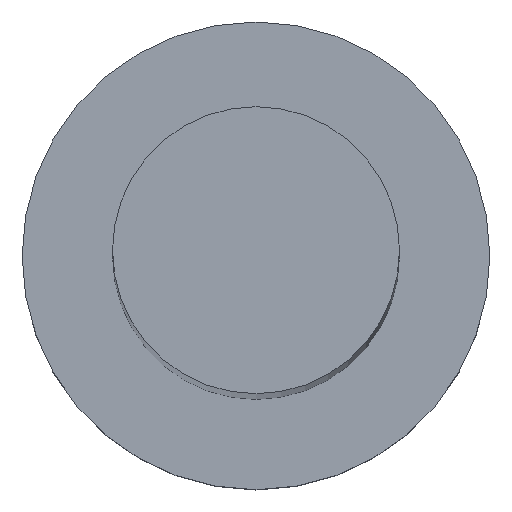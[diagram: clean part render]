
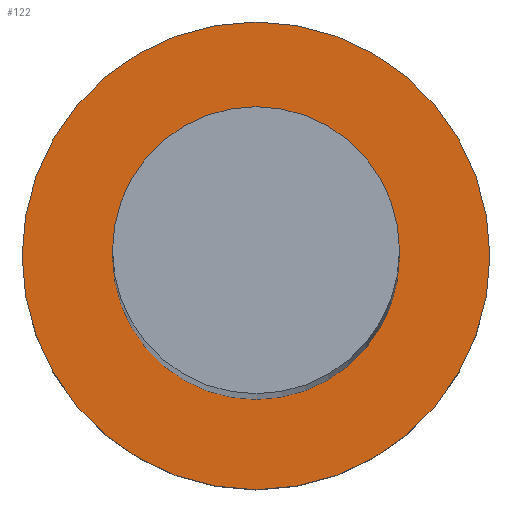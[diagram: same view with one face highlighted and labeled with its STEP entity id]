
A CAD part, top view. The second image highlights one B-rep face of the part: STEP entity #122.
In plain terms, the highlighted planar face has unit normal (0, 0, 1).
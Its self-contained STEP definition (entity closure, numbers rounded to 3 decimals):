
#4 = EDGE_CURVE ( 'NONE', #191, #225, #9, .T. ) ;
#9 = CIRCLE ( 'NONE', #71, 11. ) ;
#14 = DIRECTION ( 'NONE',  ( 1., 0., 0. ) ) ;
#15 = CARTESIAN_POINT ( 'NONE',  ( 6.75, 0., 7. ) ) ;
#16 = CARTESIAN_POINT ( 'NONE',  ( 0., 0., 7. ) ) ;
#22 = DIRECTION ( 'NONE',  ( 0., 0., 1. ) ) ;
#34 = EDGE_CURVE ( 'NONE', #200, #101, #245, .T. ) ;
#39 = PLANE ( 'NONE',  #237 ) ;
#41 = EDGE_CURVE ( 'NONE', #101, #200, #118, .T. ) ;
#42 = DIRECTION ( 'NONE',  ( 1., 0., 0. ) ) ;
#58 = CARTESIAN_POINT ( 'NONE',  ( 0., 0., 7. ) ) ;
#71 = AXIS2_PLACEMENT_3D ( 'NONE', #58, #192, #97 ) ;
#77 = CARTESIAN_POINT ( 'NONE',  ( 0., 0., 7. ) ) ;
#81 = CARTESIAN_POINT ( 'NONE',  ( -6.75, 0., 7. ) ) ;
#84 = EDGE_LOOP ( 'NONE', ( #116, #253 ) ) ;
#97 = DIRECTION ( 'NONE',  ( 1., 0., 0. ) ) ;
#101 = VERTEX_POINT ( 'NONE', #15 ) ;
#112 = ORIENTED_EDGE ( 'NONE', *, *, #34, .F. ) ;
#116 = ORIENTED_EDGE ( 'NONE', *, *, #4, .T. ) ;
#118 = CIRCLE ( 'NONE', #175, 6.75 ) ;
#122 = ADVANCED_FACE ( 'NONE', ( #196, #215 ), #39, .T. ) ;
#131 = CIRCLE ( 'NONE', #203, 11. ) ;
#136 = EDGE_LOOP ( 'NONE', ( #112, #241 ) ) ;
#140 = DIRECTION ( 'NONE',  ( 1., 0., 0. ) ) ;
#152 = EDGE_CURVE ( 'NONE', #225, #191, #131, .T. ) ;
#154 = DIRECTION ( 'NONE',  ( 1., 0., 0. ) ) ;
#160 = CARTESIAN_POINT ( 'NONE',  ( 11., 0., 7. ) ) ;
#172 = DIRECTION ( 'NONE',  ( 0., 0., 1. ) ) ;
#175 = AXIS2_PLACEMENT_3D ( 'NONE', #230, #250, #14 ) ;
#182 = CARTESIAN_POINT ( 'NONE',  ( 0., 0., 7. ) ) ;
#191 = VERTEX_POINT ( 'NONE', #235 ) ;
#192 = DIRECTION ( 'NONE',  ( 0., 0., 1. ) ) ;
#196 = FACE_BOUND ( 'NONE', #136, .T. ) ;
#197 = AXIS2_PLACEMENT_3D ( 'NONE', #77, #172, #154 ) ;
#200 = VERTEX_POINT ( 'NONE', #81 ) ;
#203 = AXIS2_PLACEMENT_3D ( 'NONE', #182, #22, #140 ) ;
#215 = FACE_OUTER_BOUND ( 'NONE', #84, .T. ) ;
#225 = VERTEX_POINT ( 'NONE', #160 ) ;
#230 = CARTESIAN_POINT ( 'NONE',  ( 0., 0., 7. ) ) ;
#235 = CARTESIAN_POINT ( 'NONE',  ( -11., 0., 7. ) ) ;
#237 = AXIS2_PLACEMENT_3D ( 'NONE', #16, #238, #42 ) ;
#238 = DIRECTION ( 'NONE',  ( 0., 0., 1. ) ) ;
#241 = ORIENTED_EDGE ( 'NONE', *, *, #41, .F. ) ;
#245 = CIRCLE ( 'NONE', #197, 6.75 ) ;
#250 = DIRECTION ( 'NONE',  ( 0., 0., 1. ) ) ;
#253 = ORIENTED_EDGE ( 'NONE', *, *, #152, .T. ) ;
